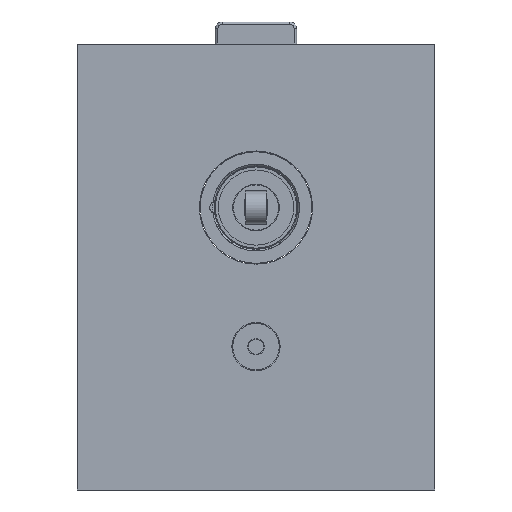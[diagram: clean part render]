
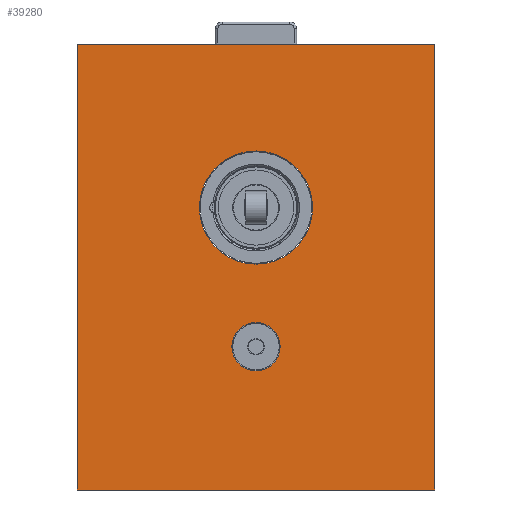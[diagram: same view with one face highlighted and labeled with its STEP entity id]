
A CAD part, front view. The second image highlights one B-rep face of the part: STEP entity #39280.
In plain terms, the highlighted planar face has unit normal (0, -1, 0).
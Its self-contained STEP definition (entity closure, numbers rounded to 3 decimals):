
#39094=DIRECTION('',(0.,0.,1.));
#39095=VECTOR('',#39094,192.);
#39096=CARTESIAN_POINT('',(-77.,57.,-96.25));
#39097=LINE('',#39096,#39095);
#39098=DIRECTION('',(1.,0.,0.));
#39099=VECTOR('',#39098,154.);
#39100=CARTESIAN_POINT('',(-77.,57.,95.75));
#39101=LINE('',#39100,#39099);
#39102=DIRECTION('',(0.,0.,-1.));
#39103=VECTOR('',#39102,192.);
#39104=CARTESIAN_POINT('',(77.,57.,95.75));
#39105=LINE('',#39104,#39103);
#39106=DIRECTION('',(-1.,0.,0.));
#39107=VECTOR('',#39106,154.);
#39108=CARTESIAN_POINT('',(77.,57.,-96.25));
#39109=LINE('',#39108,#39107);
#39110=CARTESIAN_POINT('',(0.,57.,25.5));
#39111=DIRECTION('',(0.,-1.,0.));
#39112=DIRECTION('',(1.,0.,0.));
#39113=AXIS2_PLACEMENT_3D('',#39110,#39111,#39112);
#39115=CARTESIAN_POINT('',(0.,57.,25.5));
#39116=DIRECTION('',(0.,-1.,0.));
#39117=DIRECTION('',(-1.,0.,0.));
#39118=AXIS2_PLACEMENT_3D('',#39115,#39116,#39117);
#39120=CARTESIAN_POINT('',(0.,57.,-34.5));
#39121=DIRECTION('',(0.,-1.,0.));
#39122=DIRECTION('',(1.,0.,0.));
#39123=AXIS2_PLACEMENT_3D('',#39120,#39121,#39122);
#39125=CARTESIAN_POINT('',(0.,57.,-34.5));
#39126=DIRECTION('',(0.,-1.,0.));
#39127=DIRECTION('',(-1.,0.,0.));
#39128=AXIS2_PLACEMENT_3D('',#39125,#39126,#39127);
#39194=CARTESIAN_POINT('',(24.4,57.,25.5));
#39195=CARTESIAN_POINT('',(-24.4,57.,25.5));
#39196=VERTEX_POINT('',#39194);
#39197=VERTEX_POINT('',#39195);
#39202=CARTESIAN_POINT('',(10.4,57.,-34.5));
#39203=CARTESIAN_POINT('',(-10.4,57.,-34.5));
#39204=VERTEX_POINT('',#39202);
#39205=VERTEX_POINT('',#39203);
#39210=CARTESIAN_POINT('',(-77.,57.,-96.25));
#39211=CARTESIAN_POINT('',(-77.,57.,95.75));
#39212=VERTEX_POINT('',#39210);
#39213=VERTEX_POINT('',#39211);
#39214=CARTESIAN_POINT('',(77.,57.,95.75));
#39215=VERTEX_POINT('',#39214);
#39216=CARTESIAN_POINT('',(77.,57.,-96.25));
#39217=VERTEX_POINT('',#39216);
#39254=CARTESIAN_POINT('',(0.,57.,-0.25));
#39255=DIRECTION('',(0.,1.,0.));
#39256=DIRECTION('',(1.,0.,0.));
#39257=AXIS2_PLACEMENT_3D('',#39254,#39255,#39256);
#39258=PLANE('',#39257);
#39260=ORIENTED_EDGE('',*,*,#39259,.T.);
#39262=ORIENTED_EDGE('',*,*,#39261,.T.);
#39264=ORIENTED_EDGE('',*,*,#39263,.T.);
#39265=ORIENTED_EDGE('',*,*,#39231,.T.);
#39266=EDGE_LOOP('',(#39260,#39262,#39264,#39265));
#39267=FACE_OUTER_BOUND('',#39266,.F.);
#39269=ORIENTED_EDGE('',*,*,#39268,.T.);
#39271=ORIENTED_EDGE('',*,*,#39270,.T.);
#39272=EDGE_LOOP('',(#39269,#39271));
#39273=FACE_BOUND('',#39272,.F.);
#39275=ORIENTED_EDGE('',*,*,#39274,.T.);
#39277=ORIENTED_EDGE('',*,*,#39276,.T.);
#39278=EDGE_LOOP('',(#39275,#39277));
#39279=FACE_BOUND('',#39278,.F.);
#39280=ADVANCED_FACE('',(#39267,#39273,#39279),#39258,.F.);
#39114=CIRCLE('',#39113,24.4);
#39119=CIRCLE('',#39118,24.4);
#39124=CIRCLE('',#39123,10.4);
#39129=CIRCLE('',#39128,10.4);
#39231=EDGE_CURVE('',#39217,#39212,#39109,.T.);
#39259=EDGE_CURVE('',#39212,#39213,#39097,.T.);
#39261=EDGE_CURVE('',#39213,#39215,#39101,.T.);
#39263=EDGE_CURVE('',#39215,#39217,#39105,.T.);
#39268=EDGE_CURVE('',#39196,#39197,#39114,.T.);
#39270=EDGE_CURVE('',#39197,#39196,#39119,.T.);
#39274=EDGE_CURVE('',#39204,#39205,#39124,.T.);
#39276=EDGE_CURVE('',#39205,#39204,#39129,.T.);
